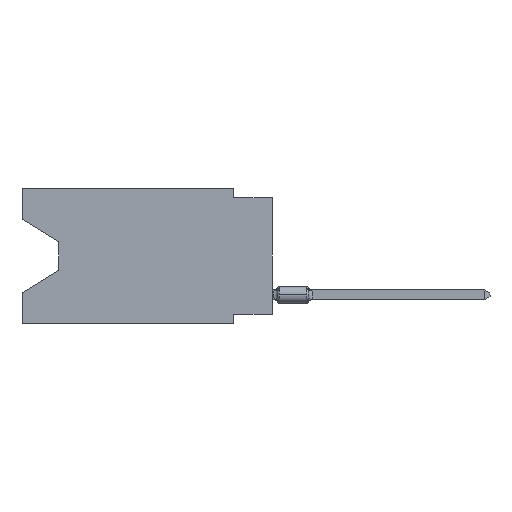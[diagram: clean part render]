
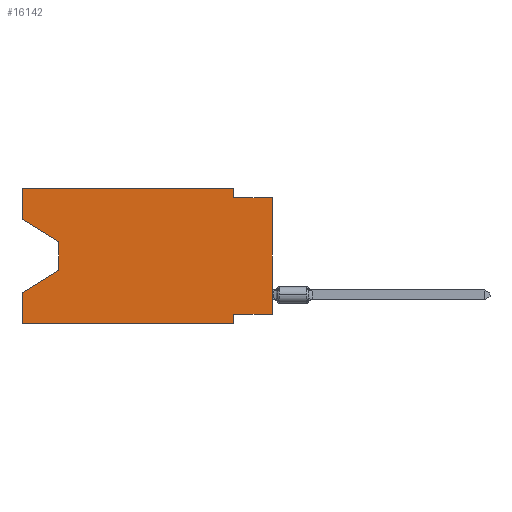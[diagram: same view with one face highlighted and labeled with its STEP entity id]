
A CAD part, left-side view. The second image highlights one B-rep face of the part: STEP entity #16142.
In plain terms, the highlighted planar face has unit normal (-1, 0, 0).
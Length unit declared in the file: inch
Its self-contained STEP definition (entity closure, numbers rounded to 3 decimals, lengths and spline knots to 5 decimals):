
#165 = ORIENTED_EDGE ( 'NONE', *, *, #7039, .T. ) ;
#290 = VERTEX_POINT ( 'NONE', #6946 ) ;
#295 = VERTEX_POINT ( 'NONE', #15953 ) ;
#530 = CARTESIAN_POINT ( 'NONE',  ( 0., 0.55, -0.212 ) ) ;
#603 = LINE ( 'NONE', #684, #4650 ) ;
#684 = CARTESIAN_POINT ( 'NONE',  ( 0., 0.1, 0. ) ) ;
#799 = VECTOR ( 'NONE', #8020, 39.37008 ) ;
#999 = DIRECTION ( 'NONE',  ( 0., 0., -1. ) ) ;
#1010 = VERTEX_POINT ( 'NONE', #14420 ) ;
#1016 = CARTESIAN_POINT ( 'NONE',  ( 0., 0.55, -0.212 ) ) ;
#1324 = EDGE_LOOP ( 'NONE', ( #6188, #14622, #165, #6721, #13703, #11728, #10030, #16177, #4984, #2275, #15980, #13083 ) ) ;
#1331 = VERTEX_POINT ( 'NONE', #8696 ) ;
#1559 = VECTOR ( 'NONE', #4846, 39.37008 ) ;
#1791 = LINE ( 'NONE', #2956, #9431 ) ;
#1926 = DIRECTION ( 'NONE',  ( 0., 0., 1. ) ) ;
#1937 = DIRECTION ( 'NONE',  ( 0., 0., -1. ) ) ;
#2192 = VECTOR ( 'NONE', #999, 39.37008 ) ;
#2258 = LINE ( 'NONE', #1016, #1559 ) ;
#2275 = ORIENTED_EDGE ( 'NONE', *, *, #15014, .F. ) ;
#2626 = DIRECTION ( 'NONE',  ( 0., -1., 0. ) ) ;
#2906 = LINE ( 'NONE', #9293, #799 ) ;
#2956 = CARTESIAN_POINT ( 'NONE',  ( 0., 0., 0. ) ) ;
#3109 = CARTESIAN_POINT ( 'NONE',  ( 0., 0.1, 0. ) ) ;
#3289 = DIRECTION ( 'NONE',  ( 0., 0., 1. ) ) ;
#3650 = CARTESIAN_POINT ( 'NONE',  ( 0., 0., -0.325 ) ) ;
#3680 = DIRECTION ( 'NONE',  ( 0., -1., 0. ) ) ;
#3746 = LINE ( 'NONE', #8874, #2192 ) ;
#4159 = EDGE_CURVE ( 'NONE', #1010, #290, #11068, .T. ) ;
#4620 = VECTOR ( 'NONE', #14494, 39.37008 ) ;
#4650 = VECTOR ( 'NONE', #1937, 39.37008 ) ;
#4846 = DIRECTION ( 'NONE',  ( 0., 0.855, -0.519 ) ) ;
#4984 = ORIENTED_EDGE ( 'NONE', *, *, #12355, .F. ) ;
#5255 = DIRECTION ( 'NONE',  ( 0., 1., 0. ) ) ;
#5343 = VERTEX_POINT ( 'NONE', #530 ) ;
#5421 = DIRECTION ( 'NONE',  ( 0., -0.855, -0.519 ) ) ;
#5686 = VERTEX_POINT ( 'NONE', #6435 ) ;
#5906 = VERTEX_POINT ( 'NONE', #10989 ) ;
#6069 = VERTEX_POINT ( 'NONE', #13049 ) ;
#6188 = ORIENTED_EDGE ( 'NONE', *, *, #12494, .T. ) ;
#6435 = CARTESIAN_POINT ( 'NONE',  ( 0., 0., -0.025 ) ) ;
#6442 = EDGE_CURVE ( 'NONE', #1010, #5906, #15391, .T. ) ;
#6472 = VERTEX_POINT ( 'NONE', #7732 ) ;
#6670 = CARTESIAN_POINT ( 'NONE',  ( 0., 0.645, -0.08025 ) ) ;
#6721 = ORIENTED_EDGE ( 'NONE', *, *, #4159, .F. ) ;
#6905 = VECTOR ( 'NONE', #5255, 39.37008 ) ;
#6906 = LINE ( 'NONE', #11791, #4620 ) ;
#6946 = CARTESIAN_POINT ( 'NONE',  ( 0., 0.645, -0.26975 ) ) ;
#7039 = EDGE_CURVE ( 'NONE', #5343, #290, #2258, .T. ) ;
#7184 = EDGE_CURVE ( 'NONE', #7946, #6069, #9057, .T. ) ;
#7248 = DIRECTION ( 'NONE',  ( 1., 0., 0. ) ) ;
#7732 = CARTESIAN_POINT ( 'NONE',  ( 0., 0.645, -0.08025 ) ) ;
#7946 = VERTEX_POINT ( 'NONE', #3650 ) ;
#8020 = DIRECTION ( 'NONE',  ( 0., -1., 0. ) ) ;
#8060 = VECTOR ( 'NONE', #3680, 39.37008 ) ;
#8417 = LINE ( 'NONE', #12185, #14840 ) ;
#8442 = AXIS2_PLACEMENT_3D ( 'NONE', #12625, #7248, #8860 ) ;
#8514 = VECTOR ( 'NONE', #2626, 39.37008 ) ;
#8693 = FACE_OUTER_BOUND ( 'NONE', #1324, .T. ) ;
#8696 = CARTESIAN_POINT ( 'NONE',  ( 0., 0.1, -0.025 ) ) ;
#8775 = EDGE_CURVE ( 'NONE', #295, #9818, #2906, .T. ) ;
#8860 = DIRECTION ( 'NONE',  ( 0., 0., -1. ) ) ;
#8874 = CARTESIAN_POINT ( 'NONE',  ( 0., 0.55, -0.138 ) ) ;
#8932 = CARTESIAN_POINT ( 'NONE',  ( 0., 0.645, -0.35 ) ) ;
#9038 = VECTOR ( 'NONE', #1926, 39.37008 ) ;
#9053 = CARTESIAN_POINT ( 'NONE',  ( 0., 0., -0.025 ) ) ;
#9057 = LINE ( 'NONE', #12902, #6905 ) ;
#9293 = CARTESIAN_POINT ( 'NONE',  ( 0., 0.645, 0. ) ) ;
#9431 = VECTOR ( 'NONE', #15725, 39.37008 ) ;
#9818 = VERTEX_POINT ( 'NONE', #3109 ) ;
#10030 = ORIENTED_EDGE ( 'NONE', *, *, #7184, .F. ) ;
#10217 = VECTOR ( 'NONE', #5421, 39.37008 ) ;
#10989 = CARTESIAN_POINT ( 'NONE',  ( 0., 0.1, -0.35 ) ) ;
#11068 = LINE ( 'NONE', #16101, #9038 ) ;
#11367 = EDGE_CURVE ( 'NONE', #12692, #5343, #3746, .T. ) ;
#11728 = ORIENTED_EDGE ( 'NONE', *, *, #13994, .F. ) ;
#11791 = CARTESIAN_POINT ( 'NONE',  ( 0., 0.1, -0.35 ) ) ;
#12185 = CARTESIAN_POINT ( 'NONE',  ( 0., 0.645, 0. ) ) ;
#12355 = EDGE_CURVE ( 'NONE', #1331, #5686, #14101, .T. ) ;
#12494 = EDGE_CURVE ( 'NONE', #6472, #12692, #14590, .T. ) ;
#12625 = CARTESIAN_POINT ( 'NONE',  ( 0., 0.645, 0. ) ) ;
#12692 = VERTEX_POINT ( 'NONE', #12880 ) ;
#12880 = CARTESIAN_POINT ( 'NONE',  ( 0., 0.55, -0.138 ) ) ;
#12902 = CARTESIAN_POINT ( 'NONE',  ( 0., 0., -0.325 ) ) ;
#13049 = CARTESIAN_POINT ( 'NONE',  ( 0., 0.1, -0.325 ) ) ;
#13083 = ORIENTED_EDGE ( 'NONE', *, *, #14631, .F. ) ;
#13235 = EDGE_CURVE ( 'NONE', #7946, #5686, #1791, .T. ) ;
#13703 = ORIENTED_EDGE ( 'NONE', *, *, #6442, .T. ) ;
#13994 = EDGE_CURVE ( 'NONE', #6069, #5906, #6906, .T. ) ;
#14101 = LINE ( 'NONE', #9053, #8060 ) ;
#14420 = CARTESIAN_POINT ( 'NONE',  ( 0., 0.645, -0.35 ) ) ;
#14494 = DIRECTION ( 'NONE',  ( 0., 0., -1. ) ) ;
#14590 = LINE ( 'NONE', #6670, #10217 ) ;
#14622 = ORIENTED_EDGE ( 'NONE', *, *, #11367, .T. ) ;
#14631 = EDGE_CURVE ( 'NONE', #6472, #295, #8417, .T. ) ;
#14840 = VECTOR ( 'NONE', #3289, 39.37008 ) ;
#15014 = EDGE_CURVE ( 'NONE', #9818, #1331, #603, .T. ) ;
#15391 = LINE ( 'NONE', #8932, #8514 ) ;
#15725 = DIRECTION ( 'NONE',  ( 0., 0., 1. ) ) ;
#15953 = CARTESIAN_POINT ( 'NONE',  ( 0., 0.645, 0. ) ) ;
#15980 = ORIENTED_EDGE ( 'NONE', *, *, #8775, .F. ) ;
#16101 = CARTESIAN_POINT ( 'NONE',  ( 0., 0.645, 0. ) ) ;
#16142 = ADVANCED_FACE ( 'NONE', ( #8693 ), #16408, .F. ) ;
#16177 = ORIENTED_EDGE ( 'NONE', *, *, #13235, .T. ) ;
#16408 = PLANE ( 'NONE',  #8442 ) ;
